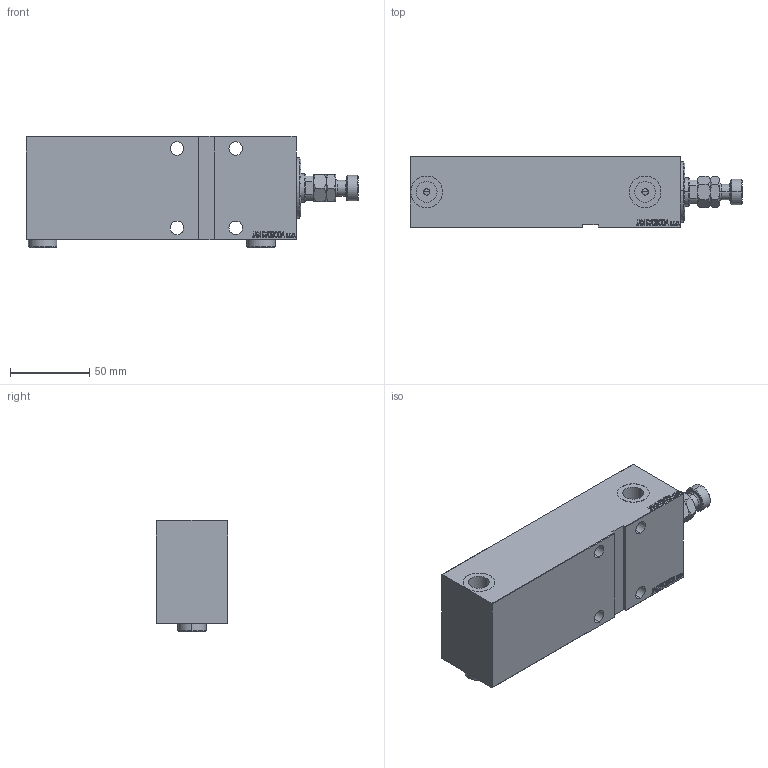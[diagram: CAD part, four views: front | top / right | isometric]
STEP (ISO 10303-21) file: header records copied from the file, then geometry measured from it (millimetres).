
FILE_DESCRIPTION (( 'STEP AP203' ), '1' );
FILE_NAME ('4a58.STEP', '2024-02-11T22:24:27', ( '' ), ( '' ), 'SwSTEP 2.0', 'SolidWorks 2019', '' );
FILE_SCHEMA (( 'CONFIG_CONTROL_DESIGN' ));
Length unit declared in the file: millimetre
Products named in the file (6): Zatka_OIL_PORT a5fd528b14b9c5467a6c58a210359105; MFA a5fd528b14b9c5467a6c58a210359105; V450CM_G_Body a5fd528b14b9c5467a6c58a210359105; 4a58; V450CM_G_VCP a5fd528b14b9c5467a6c58a210359105; V450CM_VC_G a5fd528b14b9c5467a6c58a210359105
Assembly tree (6 placements, depth 2):
  4a58
    V450CM_G_Body a5fd528b14b9c5467a6c58a210359105
    V450CM_G_VCP a5fd528b14b9c5467a6c58a210359105
    V450CM_VC_G a5fd528b14b9c5467a6c58a210359105
    MFA a5fd528b14b9c5467a6c58a210359105
    Zatka_OIL_PORT a5fd528b14b9c5467a6c58a210359105  x2
Bounding box: 209 x 45 x 69.9 mm (x, y, z)
Volume: 457491.7 mm3; surface area: 83640.2 mm2
Topology: 6 solids, 6 shells, 965 faces, 2434 edges, 1595 vertices
Faces by surface type: plane 461, bspline 380, cylinder 74, cone 46, torus 4
Entity records: 46200 total; most frequent: CARTESIAN_POINT 25314, ORIENTED_EDGE 4784, DIRECTION 2902, EDGE_CURVE 2392, VERTEX_POINT 1571, VECTOR 1384, LINE 1384, EDGE_LOOP 1079
